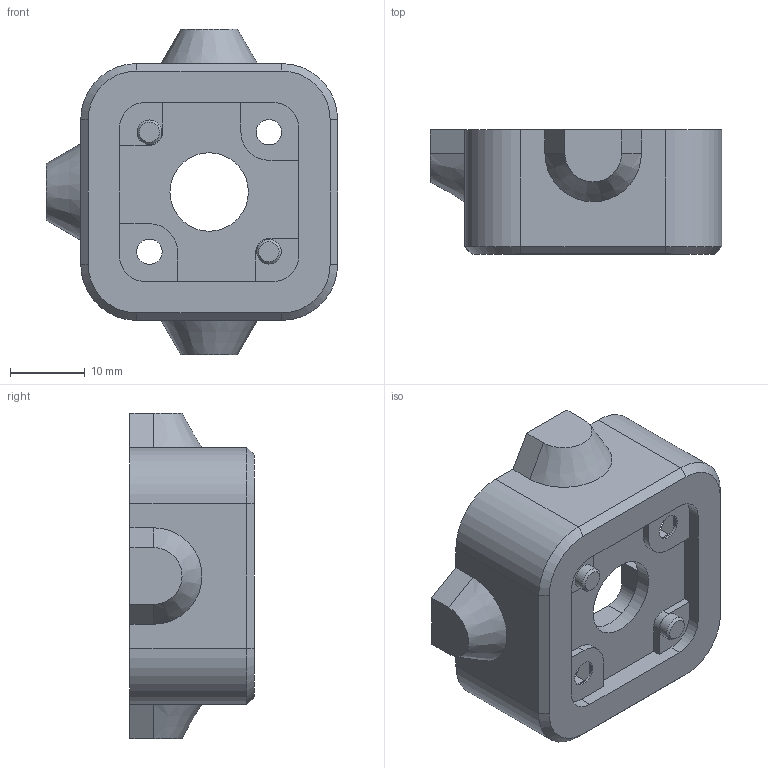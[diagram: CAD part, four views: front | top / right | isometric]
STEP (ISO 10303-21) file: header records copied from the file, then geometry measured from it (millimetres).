
FILE_DESCRIPTION(/* description */ ('STEP AP242','CAx-IF Rec.Pracs.---Representation and Presentation of Product Manufacturing Information (PMI)---4.0---2014-10-13','CAx-IF Rec.Pracs.---3D Tessellated Geometry---0.4---2014-09-14','2;1'),/* implementation_level */ '2;1');
FILE_NAME(/* name */ 'Actuator Housing (NEMA11) - Actuator_Housing_Sensor_Mount',/* time_stamp */ '2025-02-19T20:57:47Z',/* author */ (''),/* organization */ (''),/* preprocessor_version */ 'ST-DEVELOPER v20',/* originating_system */ 'ONSHAPE BY PTC INC, 1.193',/* authorisation */ ' ');
FILE_SCHEMA (('AP242_MANAGED_MODEL_BASED_3D_ENGINEERING_MIM_LF { 1 0 10303 442 1 1 4 }'));
Length unit declared in the file: metre
Products named in the file (1): Actuator_Housing_Sensor_Mount
Bounding box: 39 x 16.65 x 43.6 mm (x, y, z)
Volume: 7830.3 mm3; surface area: 6017.8 mm2
Topology: 1 solids, 1 shells, 144 faces, 368 edges, 232 vertices
Faces by surface type: plane 109, cylinder 26, cone 9
Full cylindrical faces by diameter (mm): 3.3 x2, 3.4 x2, 4.4 x3, 10.5 x1
Entity records: 4230 total; most frequent: CARTESIAN_POINT 727, DIRECTION 714, ORIENTED_EDGE 708, EDGE_CURVE 354, LINE 284, VECTOR 284, VERTEX_POINT 228, AXIS2_PLACEMENT_3D 215
